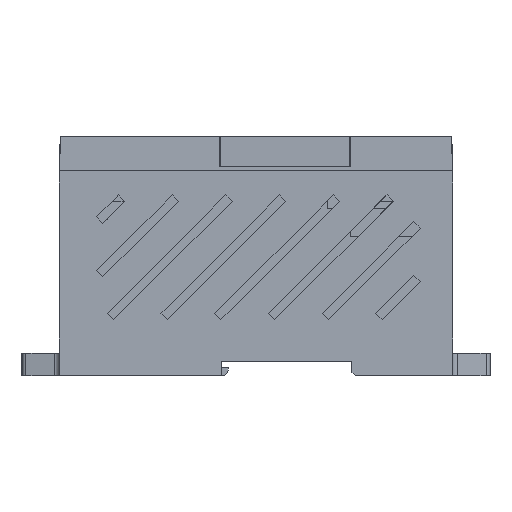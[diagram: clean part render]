
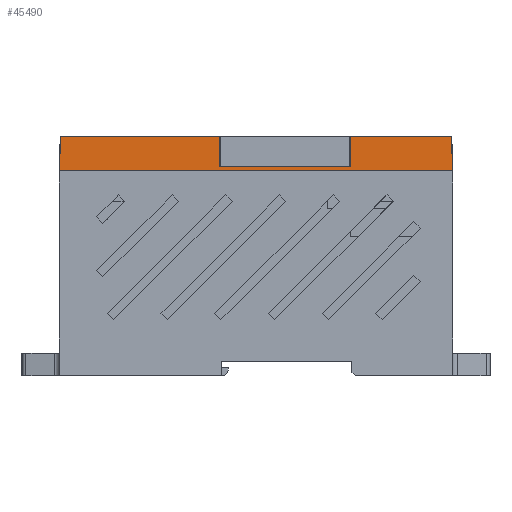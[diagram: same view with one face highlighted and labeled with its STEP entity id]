
A CAD part, left-side view. The second image highlights one B-rep face of the part: STEP entity #45490.
In plain terms, the highlighted planar face has unit normal (-1, 0, 0.018).
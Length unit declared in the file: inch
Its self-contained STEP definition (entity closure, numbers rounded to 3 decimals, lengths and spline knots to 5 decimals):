
#30061 = ORIENTED_EDGE ( 'NONE', *, *, #70057, .F. ) ;
#30110 = ORIENTED_EDGE ( 'NONE', *, *, #68459, .F. ) ;
#45230 = EDGE_CURVE ( 'NONE', #66356, #45250, #47706, .T. ) ;
#45250 = VERTEX_POINT ( 'NONE', #47804 ) ;
#45490 = ADVANCED_FACE ( 'NONE', ( #48366 ), #48399, .T. ) ;
#45554 = EDGE_LOOP ( 'NONE', ( #45555, #45557, #45558, #45559, #45562, #45565, #30110, #30061 ) ) ;
#45555 = ORIENTED_EDGE ( 'NONE', *, *, #45556, .F. ) ;
#45556 = EDGE_CURVE ( 'NONE', #45250, #69967, #48582, .T. ) ;
#45557 = ORIENTED_EDGE ( 'NONE', *, *, #45230, .F. ) ;
#45558 = ORIENTED_EDGE ( 'NONE', *, *, #66355, .F. ) ;
#45559 = ORIENTED_EDGE ( 'NONE', *, *, #45560, .F. ) ;
#45560 = EDGE_CURVE ( 'NONE', #45561, #66352, #48578, .T. ) ;
#45561 = VERTEX_POINT ( 'NONE', #48574 ) ;
#45562 = ORIENTED_EDGE ( 'NONE', *, *, #45563, .F. ) ;
#45563 = EDGE_CURVE ( 'NONE', #45564, #45561, #48573, .T. ) ;
#45564 = VERTEX_POINT ( 'NONE', #48569 ) ;
#45565 = ORIENTED_EDGE ( 'NONE', *, *, #45566, .T. ) ;
#45566 = EDGE_CURVE ( 'NONE', #45564, #68460, #48568, .T. ) ;
#47703 = DIRECTION ( 'NONE',  ( -0.017, -0.051, -0.999 ) ) ;
#47704 = VECTOR ( 'NONE', #47703, 39.37008 ) ;
#47705 = CARTESIAN_POINT ( 'NONE',  ( -3.27986, -0.05363, 4.45723 ) ) ;
#47706 = LINE ( 'NONE', #47705, #47704 ) ;
#47804 = CARTESIAN_POINT ( 'NONE',  ( -3.26244, -0.00291, 5.4551 ) ) ;
#48366 = FACE_OUTER_BOUND ( 'NONE', #45554, .T. ) ;
#48395 = DIRECTION ( 'NONE',  ( 0.017, 0., 1. ) ) ;
#48396 = DIRECTION ( 'NONE',  ( -1., 0., 0.017 ) ) ;
#48397 = CARTESIAN_POINT ( 'NONE',  ( -3.26245, 0., 5.4546 ) ) ;
#48398 = AXIS2_PLACEMENT_3D ( 'NONE', #48397, #48396, #48395 ) ;
#48399 = PLANE ( 'NONE',  #48398 ) ;
#48565 = DIRECTION ( 'NONE',  ( 0.017, 0., 1. ) ) ;
#48566 = VECTOR ( 'NONE', #48565, 39.37008 ) ;
#48567 = CARTESIAN_POINT ( 'NONE',  ( -3.2617, 2.48707, 5.49744 ) ) ;
#48568 = LINE ( 'NONE', #48567, #48566 ) ;
#48569 = CARTESIAN_POINT ( 'NONE',  ( -3.2617, 2.48707, 5.49745 ) ) ;
#48570 = DIRECTION ( 'NONE',  ( 0., -1., 0. ) ) ;
#48571 = VECTOR ( 'NONE', #48570, 39.37008 ) ;
#48572 = CARTESIAN_POINT ( 'NONE',  ( -3.2617, 1.08707, 5.49745 ) ) ;
#48573 = LINE ( 'NONE', #48572, #48571 ) ;
#48574 = CARTESIAN_POINT ( 'NONE',  ( -3.2617, 1.08707, 5.49745 ) ) ;
#48575 = DIRECTION ( 'NONE',  ( 0.017, 0., 1. ) ) ;
#48576 = VECTOR ( 'NONE', #48575, 39.37008 ) ;
#48577 = CARTESIAN_POINT ( 'NONE',  ( -3.26245, 1.08707, 5.4546 ) ) ;
#48578 = LINE ( 'NONE', #48577, #48576 ) ;
#48579 = DIRECTION ( 'NONE',  ( 0., 1., 0. ) ) ;
#48580 = VECTOR ( 'NONE', #48579, 39.37008 ) ;
#48581 = CARTESIAN_POINT ( 'NONE',  ( -3.26244, 0., 5.4551 ) ) ;
#48582 = LINE ( 'NONE', #48581, #48580 ) ;
#62054 = CARTESIAN_POINT ( 'NONE',  ( -3.25603, 0.01577, 5.82245 ) ) ;
#62056 = DIRECTION ( 'NONE',  ( 0., -1., 0. ) ) ;
#62057 = VECTOR ( 'NONE', #62056, 39.37008 ) ;
#62059 = CARTESIAN_POINT ( 'NONE',  ( -3.25603, -1.73599, 5.82245 ) ) ;
#62060 = LINE ( 'NONE', #62059, #62057 ) ;
#62066 = CARTESIAN_POINT ( 'NONE',  ( -3.25603, 1.08707, 5.82245 ) ) ;
#66352 = VERTEX_POINT ( 'NONE', #62066 ) ;
#66355 = EDGE_CURVE ( 'NONE', #66352, #66356, #62060, .T. ) ;
#66356 = VERTEX_POINT ( 'NONE', #62054 ) ;
#68454 = VERTEX_POINT ( 'NONE', #68687 ) ;
#68459 = EDGE_CURVE ( 'NONE', #68454, #68460, #68681, .T. ) ;
#68460 = VERTEX_POINT ( 'NONE', #68676 ) ;
#68676 = CARTESIAN_POINT ( 'NONE',  ( -3.25603, 2.48707, 5.82245 ) ) ;
#68677 = DIRECTION ( 'NONE',  ( 0., -1., 0. ) ) ;
#68678 = VECTOR ( 'NONE', #68677, 39.37008 ) ;
#68680 = CARTESIAN_POINT ( 'NONE',  ( -3.25603, -1.73599, 5.82245 ) ) ;
#68681 = LINE ( 'NONE', #68680, #68678 ) ;
#68687 = CARTESIAN_POINT ( 'NONE',  ( -3.25603, 4.18837, 5.82245 ) ) ;
#69967 = VERTEX_POINT ( 'NONE', #73178 ) ;
#70057 = EDGE_CURVE ( 'NONE', #69967, #68454, #73538, .T. ) ;
#73178 = CARTESIAN_POINT ( 'NONE',  ( -3.26244, 4.20704, 5.4551 ) ) ;
#73533 = DIRECTION ( 'NONE',  ( 0.017, -0.051, 0.999 ) ) ;
#73535 = VECTOR ( 'NONE', #73533, 39.37008 ) ;
#73537 = CARTESIAN_POINT ( 'NONE',  ( -3.27307, 4.23799, 4.84631 ) ) ;
#73538 = LINE ( 'NONE', #73537, #73535 ) ;
